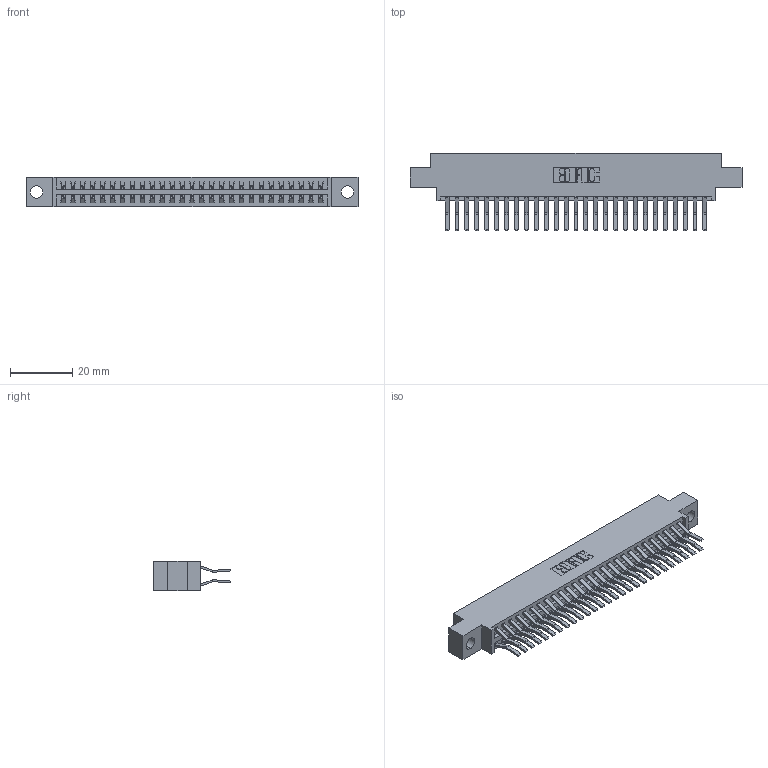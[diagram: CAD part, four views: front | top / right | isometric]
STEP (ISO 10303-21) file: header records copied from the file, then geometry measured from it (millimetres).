
FILE_DESCRIPTION (( 'STEP AP203' ), '1' );
FILE_NAME ('396-054-560-804.STEP', '2019-11-02T08:08:21', ( '' ), ( '' ), 'SwSTEP 2.0', 'SolidWorks 2016', '' );
FILE_SCHEMA (( 'CONFIG_CONTROL_DESIGN' ));
Length unit declared in the file: inch
Products named in the file (3): 346 Part_0.170 Offset - 0.156 Dia-TH; 345-292-001_560 Tail; 396-054-560-804
Assembly tree (55 placements, depth 2):
  396-054-560-804
    346 Part_0.170 Offset - 0.156 Dia-TH
    345-292-001_560 Tail  x54
Bounding box: 106.3 x 24.78 x 9.4 mm (x, y, z)
Volume: 10360.5 mm3; surface area: 14942.7 mm2
Topology: 55 solids, 55 shells, 3042 faces, 9035 edges, 5950 vertices
Faces by surface type: plane 1970, cylinder 1072
Entity records: 19863 total; most frequent: CARTESIAN_POINT 3296, ORIENTED_EDGE 3230, DIRECTION 2959, EDGE_CURVE 1615, VECTOR 1371, LINE 1371, VERTEX_POINT 1074, AXIS2_PLACEMENT_3D 794
